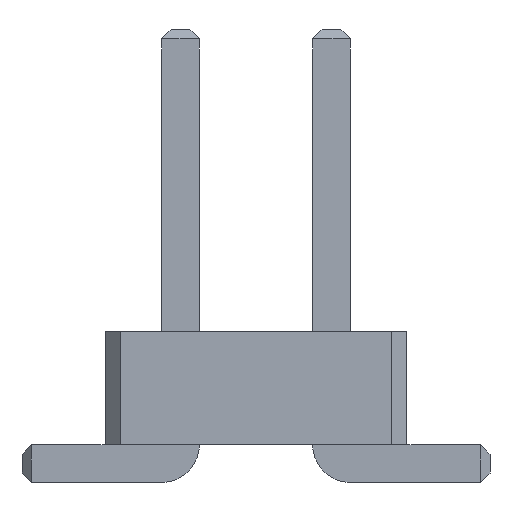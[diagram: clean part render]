
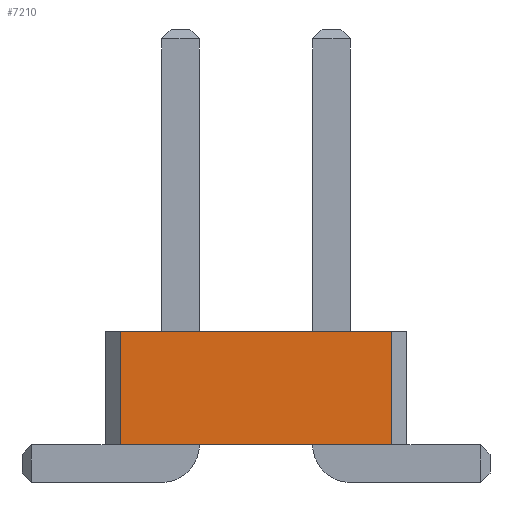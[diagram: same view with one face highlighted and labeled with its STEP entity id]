
A CAD part, front view. The second image highlights one B-rep face of the part: STEP entity #7210.
In plain terms, the highlighted planar face has unit normal (0, -1, 0).
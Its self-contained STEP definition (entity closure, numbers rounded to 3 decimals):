
#1358 = VERTEX_POINT('',#1359);
#1359 = CARTESIAN_POINT('',(1.8,-17.,0.5));
#1365 = EDGE_CURVE('',#1366,#1358,#1368,.T.);
#1366 = VERTEX_POINT('',#1367);
#1367 = CARTESIAN_POINT('',(-1.8,-17.,0.5));
#1368 = LINE('',#1369,#1370);
#1369 = CARTESIAN_POINT('',(-1.8,-17.,0.5));
#1370 = VECTOR('',#1371,1.);
#1371 = DIRECTION('',(1.,0.,0.));
#2982 = VERTEX_POINT('',#2983);
#2983 = CARTESIAN_POINT('',(1.8,-17.,2.));
#2989 = EDGE_CURVE('',#2990,#2982,#2992,.T.);
#2990 = VERTEX_POINT('',#2991);
#2991 = CARTESIAN_POINT('',(-1.8,-17.,2.));
#2992 = LINE('',#2993,#2994);
#2993 = CARTESIAN_POINT('',(-1.8,-17.,2.));
#2994 = VECTOR('',#2995,1.);
#2995 = DIRECTION('',(1.,0.,0.));
#7199 = EDGE_CURVE('',#1366,#2990,#7200,.T.);
#7200 = LINE('',#7201,#7202);
#7201 = CARTESIAN_POINT('',(-1.8,-17.,0.5));
#7202 = VECTOR('',#7203,1.);
#7203 = DIRECTION('',(0.,0.,1.));
#7210 = ADVANCED_FACE('',(#7211),#7222,.F.);
#7211 = FACE_BOUND('',#7212,.F.);
#7212 = EDGE_LOOP('',(#7213,#7214,#7215,#7221));
#7213 = ORIENTED_EDGE('',*,*,#7199,.T.);
#7214 = ORIENTED_EDGE('',*,*,#2989,.T.);
#7215 = ORIENTED_EDGE('',*,*,#7216,.F.);
#7216 = EDGE_CURVE('',#1358,#2982,#7217,.T.);
#7217 = LINE('',#7218,#7219);
#7218 = CARTESIAN_POINT('',(1.8,-17.,0.5));
#7219 = VECTOR('',#7220,1.);
#7220 = DIRECTION('',(0.,0.,1.));
#7221 = ORIENTED_EDGE('',*,*,#1365,.F.);
#7222 = PLANE('',#7223);
#7223 = AXIS2_PLACEMENT_3D('',#7224,#7225,#7226);
#7224 = CARTESIAN_POINT('',(-1.8,-17.,0.5));
#7225 = DIRECTION('',(0.,1.,0.));
#7226 = DIRECTION('',(1.,0.,0.));
